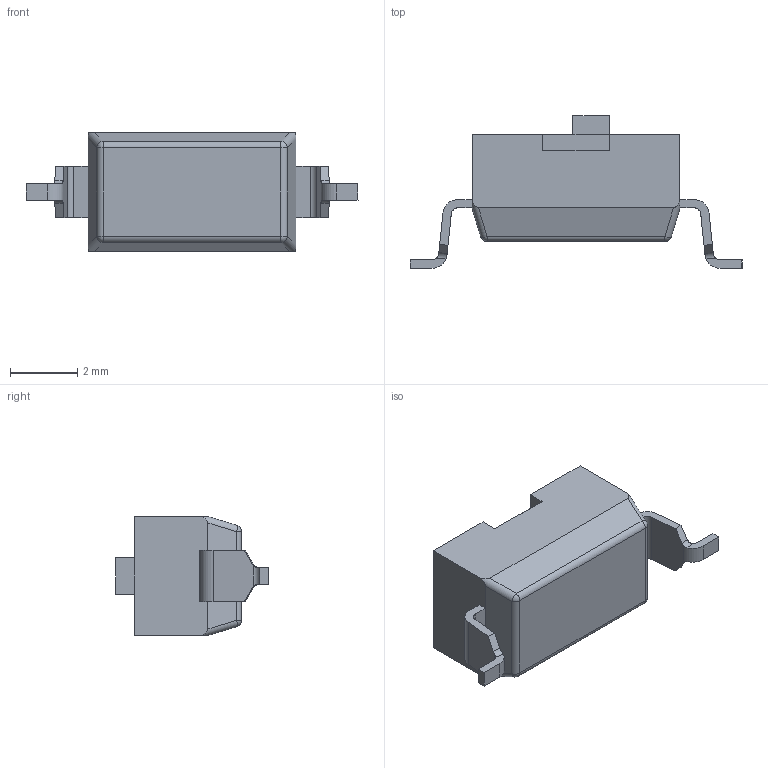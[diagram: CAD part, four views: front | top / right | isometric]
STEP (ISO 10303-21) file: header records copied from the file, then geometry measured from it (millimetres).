
FILE_DESCRIPTION (( 'STEP AP214' ), '1' );
FILE_NAME ('CUI_DEVICES_DS04-254-1-01BK-SMT.step', '2020-10-27T14:01:09', ( '' ), ( '' ), 'SwSTEP 2.0', 'SolidWorks 2020', '' );
FILE_SCHEMA (( 'AUTOMOTIVE_DESIGN' ));
Length unit declared in the file: inch
Products named in the file (1): CUI_DEVICES_DS04-254-1-01BK-SMT
Bounding box: 9.9 x 4.55 x 3.54 mm (x, y, z)
Volume: 67.6 mm3; surface area: 135.9 mm2
Topology: 4 solids, 4 shells, 115 faces, 306 edges, 196 vertices
Faces by surface type: plane 79, cylinder 32, sphere 4
Entity records: 4141 total; most frequent: CARTESIAN_POINT 698, ORIENTED_EDGE 604, DIRECTION 576, EDGE_CURVE 302, VECTOR 224, LINE 224, VERTEX_POINT 196, AXIS2_PLACEMENT_3D 176
